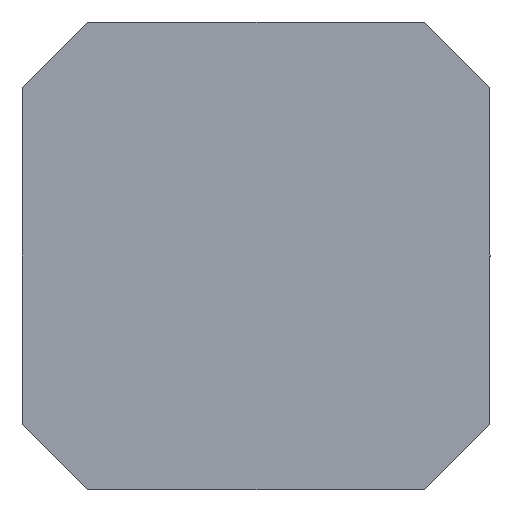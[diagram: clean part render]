
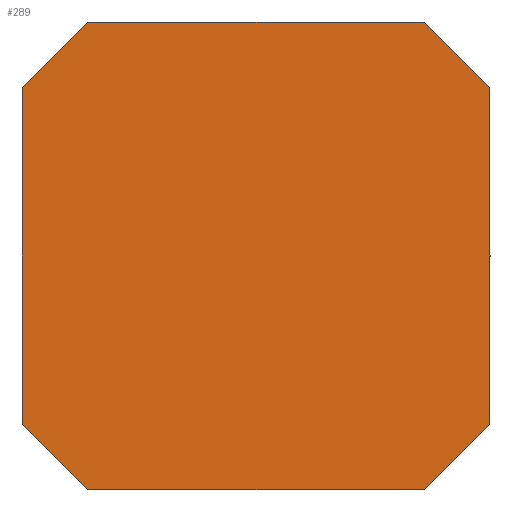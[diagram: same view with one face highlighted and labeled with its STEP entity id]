
A CAD part, left-side view. The second image highlights one B-rep face of the part: STEP entity #289.
In plain terms, the highlighted planar face has unit normal (-1, 0, 0).
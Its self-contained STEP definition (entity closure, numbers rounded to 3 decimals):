
#168=CARTESIAN_POINT('',(-3.65,1.8,0.));
#169=VERTEX_POINT('',#168);
#170=CARTESIAN_POINT('',(-3.65,2.5,0.7));
#171=VERTEX_POINT('',#170);
#172=CARTESIAN_POINT('',(-3.65,1.8,0.));
#173=DIRECTION('',(0.0,0.707,0.707));
#174=VECTOR('',#173,0.99);
#175=LINE('',#172,#174);
#176=EDGE_CURVE('',#169,#171,#175,.T.);
#209=CARTESIAN_POINT('',(-3.65,2.5,4.3));
#210=VERTEX_POINT('',#209);
#211=CARTESIAN_POINT('',(-3.65,2.5,4.3));
#212=DIRECTION('',(0.0,0.0,-1.0));
#213=VECTOR('',#212,3.6);
#214=LINE('',#211,#213);
#215=EDGE_CURVE('',#210,#171,#214,.T.);
#234=CARTESIAN_POINT('',(-3.65,0.,2.5));
#235=DIRECTION('',(1.0,0.0,0.0));
#236=DIRECTION('',(0.0,0.0,-1.0));
#237=AXIS2_PLACEMENT_3D('',#234,#235,#236);
#238=PLANE('',#237);
#239=ORIENTED_EDGE('',*,*,#176,.F.);
#240=CARTESIAN_POINT('',(-3.65,-1.8,0.));
#241=VERTEX_POINT('',#240);
#242=CARTESIAN_POINT('',(-3.65,1.8,0.));
#243=DIRECTION('',(0.0,-1.0,0.0));
#244=VECTOR('',#243,3.6);
#245=LINE('',#242,#244);
#246=EDGE_CURVE('',#169,#241,#245,.T.);
#247=ORIENTED_EDGE('',*,*,#246,.T.);
#248=CARTESIAN_POINT('',(-3.65,-2.5,0.7));
#249=VERTEX_POINT('',#248);
#250=CARTESIAN_POINT('',(-3.65,-2.5,0.7));
#251=DIRECTION('',(0.0,0.707,-0.707));
#252=VECTOR('',#251,0.99);
#253=LINE('',#250,#252);
#254=EDGE_CURVE('',#249,#241,#253,.T.);
#255=ORIENTED_EDGE('',*,*,#254,.F.);
#256=CARTESIAN_POINT('',(-3.65,-2.5,4.3));
#257=VERTEX_POINT('',#256);
#258=CARTESIAN_POINT('',(-3.65,-2.5,0.7));
#259=DIRECTION('',(0.0,0.0,1.0));
#260=VECTOR('',#259,3.6);
#261=LINE('',#258,#260);
#262=EDGE_CURVE('',#249,#257,#261,.T.);
#263=ORIENTED_EDGE('',*,*,#262,.T.);
#264=CARTESIAN_POINT('',(-3.65,-1.8,5.));
#265=VERTEX_POINT('',#264);
#266=CARTESIAN_POINT('',(-3.65,-1.8,5.));
#267=DIRECTION('',(0.0,-0.707,-0.707));
#268=VECTOR('',#267,0.99);
#269=LINE('',#266,#268);
#270=EDGE_CURVE('',#265,#257,#269,.T.);
#271=ORIENTED_EDGE('',*,*,#270,.F.);
#272=CARTESIAN_POINT('',(-3.65,1.8,5.));
#273=VERTEX_POINT('',#272);
#274=CARTESIAN_POINT('',(-3.65,-1.8,5.));
#275=DIRECTION('',(0.0,1.0,0.0));
#276=VECTOR('',#275,3.6);
#277=LINE('',#274,#276);
#278=EDGE_CURVE('',#265,#273,#277,.T.);
#279=ORIENTED_EDGE('',*,*,#278,.T.);
#280=CARTESIAN_POINT('',(-3.65,2.5,4.3));
#281=DIRECTION('',(0.0,-0.707,0.707));
#282=VECTOR('',#281,0.99);
#283=LINE('',#280,#282);
#284=EDGE_CURVE('',#210,#273,#283,.T.);
#285=ORIENTED_EDGE('',*,*,#284,.F.);
#286=ORIENTED_EDGE('',*,*,#215,.T.);
#287=EDGE_LOOP('',(#239,#247,#255,#263,#271,#279,#285,#286));
#288=FACE_OUTER_BOUND('',#287,.T.);
#289=ADVANCED_FACE('',(#288),#238,.F.);
